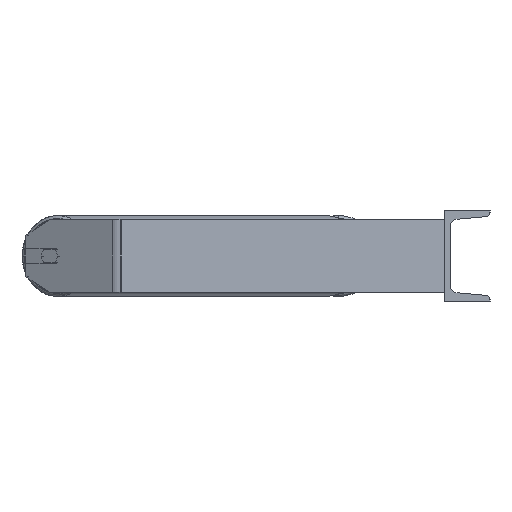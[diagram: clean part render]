
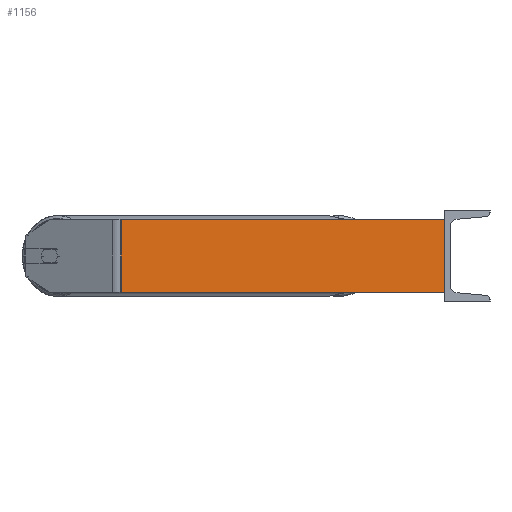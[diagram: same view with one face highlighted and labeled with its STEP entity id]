
A CAD part, left-side view. The second image highlights one B-rep face of the part: STEP entity #1156.
In plain terms, the highlighted planar face has unit normal (-0.996, -0.087, 0).
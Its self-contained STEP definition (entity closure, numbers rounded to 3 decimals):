
#449 = EDGE_CURVE ( 'NONE', #9063, #6260, #2638, .T. ) ;
#531 = DIRECTION ( 'NONE',  ( -0.087, 0.996, 0. ) ) ;
#642 = VECTOR ( 'NONE', #8790, 1000. ) ;
#1156 = ADVANCED_FACE ( 'NONE', ( #1183 ), #3977, .F. ) ;
#1183 = FACE_OUTER_BOUND ( 'NONE', #1453, .T. ) ;
#1224 = CARTESIAN_POINT ( 'NONE',  ( -885., 0., 40. ) ) ;
#1453 = EDGE_LOOP ( 'NONE', ( #8997, #5799, #2471, #7505 ) ) ;
#1873 = DIRECTION ( 'NONE',  ( 0.996, 0.087, 0. ) ) ;
#1898 = EDGE_CURVE ( 'NONE', #2026, #4559, #8935, .T. ) ;
#2026 = VERTEX_POINT ( 'NONE', #6010 ) ;
#2160 = AXIS2_PLACEMENT_3D ( 'NONE', #5270, #1873, #531 ) ;
#2471 = ORIENTED_EDGE ( 'NONE', *, *, #7002, .F. ) ;
#2510 = CARTESIAN_POINT ( 'NONE',  ( -916.56, 360.728, -40. ) ) ;
#2638 = LINE ( 'NONE', #9009, #3334 ) ;
#2743 = EDGE_CURVE ( 'NONE', #6260, #4559, #6008, .T. ) ;
#3334 = VECTOR ( 'NONE', #5441, 1000. ) ;
#3433 = LINE ( 'NONE', #4843, #3839 ) ;
#3839 = VECTOR ( 'NONE', #4145, 1000. ) ;
#3977 = PLANE ( 'NONE',  #2160 ) ;
#4145 = DIRECTION ( 'NONE',  ( 0.087, -0.996, 0. ) ) ;
#4559 = VERTEX_POINT ( 'NONE', #7456 ) ;
#4843 = CARTESIAN_POINT ( 'NONE',  ( -916.56, 360.728, 40. ) ) ;
#4924 = CARTESIAN_POINT ( 'NONE',  ( -916.12, 355.703, -40. ) ) ;
#5117 = DIRECTION ( 'NONE',  ( 0.087, -0.996, 0. ) ) ;
#5270 = CARTESIAN_POINT ( 'NONE',  ( -916.56, 360.728, 40. ) ) ;
#5441 = DIRECTION ( 'NONE',  ( 0., 0., -1. ) ) ;
#5654 = CARTESIAN_POINT ( 'NONE',  ( -916.12, 355.703, 40. ) ) ;
#5799 = ORIENTED_EDGE ( 'NONE', *, *, #1898, .F. ) ;
#6008 = LINE ( 'NONE', #2510, #7762 ) ;
#6010 = CARTESIAN_POINT ( 'NONE',  ( -885., 0., 40. ) ) ;
#6260 = VERTEX_POINT ( 'NONE', #4924 ) ;
#7002 = EDGE_CURVE ( 'NONE', #9063, #2026, #3433, .T. ) ;
#7456 = CARTESIAN_POINT ( 'NONE',  ( -885., 0., -40. ) ) ;
#7505 = ORIENTED_EDGE ( 'NONE', *, *, #449, .T. ) ;
#7762 = VECTOR ( 'NONE', #5117, 1000. ) ;
#8790 = DIRECTION ( 'NONE',  ( 0., 0., -1. ) ) ;
#8935 = LINE ( 'NONE', #1224, #642 ) ;
#8997 = ORIENTED_EDGE ( 'NONE', *, *, #2743, .T. ) ;
#9009 = CARTESIAN_POINT ( 'NONE',  ( -916.12, 355.703, 40. ) ) ;
#9063 = VERTEX_POINT ( 'NONE', #5654 ) ;
